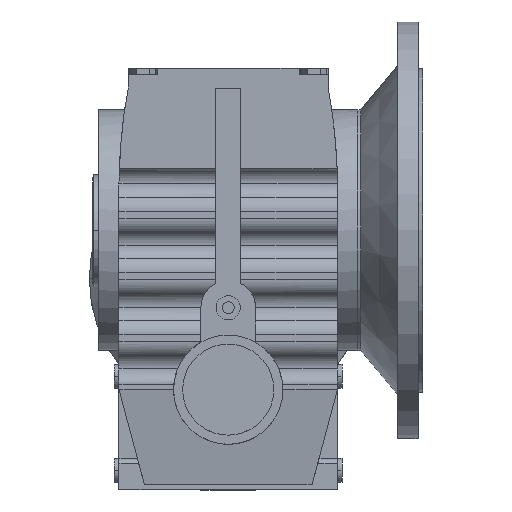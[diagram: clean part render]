
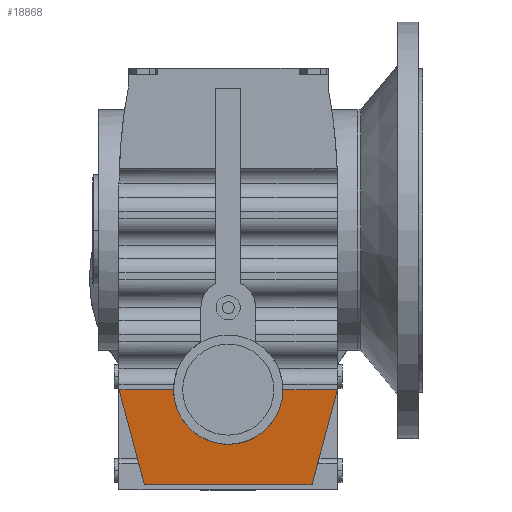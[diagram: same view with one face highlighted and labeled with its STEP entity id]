
A CAD part, top view. The second image highlights one B-rep face of the part: STEP entity #18868.
In plain terms, the highlighted planar face has unit normal (0, -0.126, 0.992).
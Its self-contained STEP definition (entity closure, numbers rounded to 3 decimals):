
#6083 = VERTEX_POINT('',#6084);
#6084 = CARTESIAN_POINT('',(-118.,-120.333,397.25));
#6098 = PLANE('',#6099);
#6099 = AXIS2_PLACEMENT_3D('',#6100,#6101,#6102);
#6100 = CARTESIAN_POINT('',(-118.,-120.333,-3.));
#6101 = DIRECTION('',(-0.966,-0.259,0.));
#6102 = DIRECTION('',(0.259,-0.966,0.));
#6126 = PLANE('',#6127);
#6127 = AXIS2_PLACEMENT_3D('',#6128,#6129,#6130);
#6128 = CARTESIAN_POINT('',(118.,227.,397.25));
#6129 = DIRECTION('',(0.,0.,-1.));
#6130 = DIRECTION('',(0.,1.,0.));
#9767 = VERTEX_POINT('',#9768);
#9768 = CARTESIAN_POINT('',(-90.491,-223.,384.25));
#9782 = PLANE('',#9783);
#9783 = AXIS2_PLACEMENT_3D('',#9784,#9785,#9786);
#9784 = CARTESIAN_POINT('',(118.,-223.,81.25));
#9785 = DIRECTION('',(0.,1.,0.));
#9786 = DIRECTION('',(0.,0.,1.));
#9794 = EDGE_CURVE('',#9767,#6083,#9795,.T.);
#9795 = SURFACE_CURVE('',#9796,(#9800,#9807),.PCURVE_S1.);
#9796 = LINE('',#9797,#9798);
#9797 = CARTESIAN_POINT('',(-76.73,-274.354,
    377.747));
#9798 = VECTOR('',#9799,1.);
#9799 = DIRECTION('',(-0.257,0.959,0.121));
#9800 = PCURVE('',#6098,#9801);
#9801 = DEFINITIONAL_REPRESENTATION('',(#9802),#9806);
#9802 = LINE('',#9803,#9804);
#9803 = CARTESIAN_POINT('',(159.454,380.747));
#9804 = VECTOR('',#9805,1.);
#9805 = DIRECTION('',(-0.993,0.121));
#9806 = ( GEOMETRIC_REPRESENTATION_CONTEXT(2) 
PARAMETRIC_REPRESENTATION_CONTEXT() REPRESENTATION_CONTEXT('2D SPACE',''
  ) );
#9807 = PCURVE('',#9808,#9813);
#9808 = PLANE('',#9809);
#9809 = AXIS2_PLACEMENT_3D('',#9810,#9811,#9812);
#9810 = CARTESIAN_POINT('',(118.,-223.,384.25));
#9811 = DIRECTION('',(0.,0.126,-0.992));
#9812 = DIRECTION('',(0.,0.992,0.126));
#9813 = DEFINITIONAL_REPRESENTATION('',(#9814),#9818);
#9814 = LINE('',#9815,#9816);
#9815 = CARTESIAN_POINT('',(-51.764,-194.73));
#9816 = VECTOR('',#9817,1.);
#9817 = DIRECTION('',(0.966,-0.257));
#9818 = ( GEOMETRIC_REPRESENTATION_CONTEXT(2) 
PARAMETRIC_REPRESENTATION_CONTEXT() REPRESENTATION_CONTEXT('2D SPACE',''
  ) );
#12655 = VERTEX_POINT('',#12656);
#12656 = CARTESIAN_POINT('',(-59.,-120.333,397.25));
#12683 = EDGE_CURVE('',#12655,#6083,#12684,.T.);
#12684 = SURFACE_CURVE('',#12685,(#12689,#12696),.PCURVE_S1.);
#12685 = LINE('',#12686,#12687);
#12686 = CARTESIAN_POINT('',(118.,-120.333,397.25));
#12687 = VECTOR('',#12688,1.);
#12688 = DIRECTION('',(-1.,0.,0.));
#12689 = PCURVE('',#6126,#12690);
#12690 = DEFINITIONAL_REPRESENTATION('',(#12691),#12695);
#12691 = LINE('',#12692,#12693);
#12692 = CARTESIAN_POINT('',(-347.333,0.));
#12693 = VECTOR('',#12694,1.);
#12694 = DIRECTION('',(0.,-1.));
#12695 = ( GEOMETRIC_REPRESENTATION_CONTEXT(2) 
PARAMETRIC_REPRESENTATION_CONTEXT() REPRESENTATION_CONTEXT('2D SPACE',''
  ) );
#12696 = PCURVE('',#9808,#12697);
#12697 = DEFINITIONAL_REPRESENTATION('',(#12698),#12702);
#12698 = LINE('',#12699,#12700);
#12699 = CARTESIAN_POINT('',(103.486,0.));
#12700 = VECTOR('',#12701,1.);
#12701 = DIRECTION('',(0.,-1.));
#12702 = ( GEOMETRIC_REPRESENTATION_CONTEXT(2) 
PARAMETRIC_REPRESENTATION_CONTEXT() REPRESENTATION_CONTEXT('2D SPACE',''
  ) );
#13004 = PLANE('',#13005);
#13005 = AXIS2_PLACEMENT_3D('',#13006,#13007,#13008);
#13006 = CARTESIAN_POINT('',(118.,-120.333,-3.));
#13007 = DIRECTION('',(0.966,-0.259,0.));
#13008 = DIRECTION('',(0.259,0.966,0.));
#18825 = VERTEX_POINT('',#18826);
#18826 = CARTESIAN_POINT('',(90.491,-223.,384.25));
#18847 = EDGE_CURVE('',#18825,#9767,#18848,.T.);
#18848 = SURFACE_CURVE('',#18849,(#18853,#18860),.PCURVE_S1.);
#18849 = LINE('',#18850,#18851);
#18850 = CARTESIAN_POINT('',(118.,-223.,384.25));
#18851 = VECTOR('',#18852,1.);
#18852 = DIRECTION('',(-1.,0.,0.));
#18853 = PCURVE('',#9782,#18854);
#18854 = DEFINITIONAL_REPRESENTATION('',(#18855),#18859);
#18855 = LINE('',#18856,#18857);
#18856 = CARTESIAN_POINT('',(303.,0.));
#18857 = VECTOR('',#18858,1.);
#18858 = DIRECTION('',(0.,-1.));
#18859 = ( GEOMETRIC_REPRESENTATION_CONTEXT(2) 
PARAMETRIC_REPRESENTATION_CONTEXT() REPRESENTATION_CONTEXT('2D SPACE',''
  ) );
#18860 = PCURVE('',#9808,#18861);
#18861 = DEFINITIONAL_REPRESENTATION('',(#18862),#18866);
#18862 = LINE('',#18863,#18864);
#18863 = CARTESIAN_POINT('',(0.,0.));
#18864 = VECTOR('',#18865,1.);
#18865 = DIRECTION('',(0.,-1.));
#18866 = ( GEOMETRIC_REPRESENTATION_CONTEXT(2) 
PARAMETRIC_REPRESENTATION_CONTEXT() REPRESENTATION_CONTEXT('2D SPACE',''
  ) );
#18868 = ADVANCED_FACE('',(#18869),#9808,.F.);
#18869 = FACE_BOUND('',#18870,.T.);
#18870 = EDGE_LOOP('',(#18871,#18923,#18924,#18925,#18926,#18949));
#18871 = ORIENTED_EDGE('',*,*,#18872,.F.);
#18872 = EDGE_CURVE('',#12655,#18873,#18875,.T.);
#18873 = VERTEX_POINT('',#18874);
#18874 = CARTESIAN_POINT('',(59.,-120.333,397.25));
#18875 = SURFACE_CURVE('',#18876,(#18881,#18889),.PCURVE_S1.);
#18876 = ( BOUNDED_CURVE() B_SPLINE_CURVE(3,(#18877,#18878,#18879,#18880
),.UNSPECIFIED.,.F.,.F.) B_SPLINE_CURVE_WITH_KNOTS((4,4),(4.712
,7.854),.PIECEWISE_BEZIER_KNOTS.) CURVE() 
GEOMETRIC_REPRESENTATION_ITEM() RATIONAL_B_SPLINE_CURVE((1.,
0.333,0.333,1.)) REPRESENTATION_ITEM('') );
#18877 = CARTESIAN_POINT('',(-59.,-120.333,397.25));
#18878 = CARTESIAN_POINT('',(-59.,-238.333,382.308));
#18879 = CARTESIAN_POINT('',(59.,-238.333,382.308));
#18880 = CARTESIAN_POINT('',(59.,-120.333,397.25));
#18881 = PCURVE('',#9808,#18882);
#18882 = DEFINITIONAL_REPRESENTATION('',(#18883),#18888);
#18883 = ( BOUNDED_CURVE() B_SPLINE_CURVE(3,(#18884,#18885,#18886,#18887
),.UNSPECIFIED.,.F.,.F.) B_SPLINE_CURVE_WITH_KNOTS((4,4),(4.712
,7.854),.PIECEWISE_BEZIER_KNOTS.) CURVE() 
GEOMETRIC_REPRESENTATION_ITEM() RATIONAL_B_SPLINE_CURVE((1.,
0.333,0.333,1.)) REPRESENTATION_ITEM('') );
#18884 = CARTESIAN_POINT('',(103.486,-177.));
#18885 = CARTESIAN_POINT('',(-15.456,-177.));
#18886 = CARTESIAN_POINT('',(-15.456,-59.));
#18887 = CARTESIAN_POINT('',(103.486,-59.));
#18888 = ( GEOMETRIC_REPRESENTATION_CONTEXT(2) 
PARAMETRIC_REPRESENTATION_CONTEXT() REPRESENTATION_CONTEXT('2D SPACE',''
  ) );
#18889 = PCURVE('',#18890,#18895);
#18890 = CYLINDRICAL_SURFACE('',#18891,59.);
#18891 = AXIS2_PLACEMENT_3D('',#18892,#18893,#18894);
#18892 = CARTESIAN_POINT('',(0.,-120.333,401.25));
#18893 = DIRECTION('',(0.,0.,-1.));
#18894 = DIRECTION('',(-1.,0.,0.));
#18895 = DEFINITIONAL_REPRESENTATION('',(#18896),#18922);
#18896 = B_SPLINE_CURVE_WITH_KNOTS('',3,(#18897,#18898,#18899,#18900,
    #18901,#18902,#18903,#18904,#18905,#18906,#18907,#18908,#18909,
    #18910,#18911,#18912,#18913,#18914,#18915,#18916,#18917,#18918,
    #18919,#18920,#18921),.UNSPECIFIED.,.F.,.F.,(4,1,1,1,1,1,1,1,1,1,1,1
    ,1,1,1,1,1,1,1,1,1,1,4),(4.712,4.855,
    4.998,5.141,5.284,5.426,
    5.569,5.712,5.855,5.998,
    6.14,6.283,6.426,6.569,
    6.712,6.854,6.997,7.14,
    7.283,7.426,7.568,7.711,
    7.854),.QUASI_UNIFORM_KNOTS.);
#18897 = CARTESIAN_POINT('',(6.283,4.));
#18898 = CARTESIAN_POINT('',(6.253,4.226));
#18899 = CARTESIAN_POINT('',(6.19,4.7));
#18900 = CARTESIAN_POINT('',(6.085,5.47));
#18901 = CARTESIAN_POINT('',(5.972,6.295));
#18902 = CARTESIAN_POINT('',(5.848,7.161));
#18903 = CARTESIAN_POINT('',(5.713,8.047));
#18904 = CARTESIAN_POINT('',(5.567,8.921));
#18905 = CARTESIAN_POINT('',(5.412,9.743));
#18906 = CARTESIAN_POINT('',(5.246,10.462));
#18907 = CARTESIAN_POINT('',(5.073,11.026));
#18908 = CARTESIAN_POINT('',(4.894,11.388));
#18909 = CARTESIAN_POINT('',(4.712,11.512));
#18910 = CARTESIAN_POINT('',(4.531,11.388));
#18911 = CARTESIAN_POINT('',(4.352,11.026));
#18912 = CARTESIAN_POINT('',(4.179,10.462));
#18913 = CARTESIAN_POINT('',(4.013,9.743));
#18914 = CARTESIAN_POINT('',(3.857,8.921));
#18915 = CARTESIAN_POINT('',(3.712,8.047));
#18916 = CARTESIAN_POINT('',(3.577,7.161));
#18917 = CARTESIAN_POINT('',(3.453,6.295));
#18918 = CARTESIAN_POINT('',(3.339,5.47));
#18919 = CARTESIAN_POINT('',(3.235,4.7));
#18920 = CARTESIAN_POINT('',(3.172,4.226));
#18921 = CARTESIAN_POINT('',(3.142,4.));
#18922 = ( GEOMETRIC_REPRESENTATION_CONTEXT(2) 
PARAMETRIC_REPRESENTATION_CONTEXT() REPRESENTATION_CONTEXT('2D SPACE',''
  ) );
#18923 = ORIENTED_EDGE('',*,*,#12683,.T.);
#18924 = ORIENTED_EDGE('',*,*,#9794,.F.);
#18925 = ORIENTED_EDGE('',*,*,#18847,.F.);
#18926 = ORIENTED_EDGE('',*,*,#18927,.F.);
#18927 = EDGE_CURVE('',#18928,#18825,#18930,.T.);
#18928 = VERTEX_POINT('',#18929);
#18929 = CARTESIAN_POINT('',(118.,-120.333,397.25));
#18930 = SURFACE_CURVE('',#18931,(#18935,#18942),.PCURVE_S1.);
#18931 = LINE('',#18932,#18933);
#18932 = CARTESIAN_POINT('',(92.306,-216.224,
    385.108));
#18933 = VECTOR('',#18934,1.);
#18934 = DIRECTION('',(-0.257,-0.959,-0.121));
#18935 = PCURVE('',#9808,#18936);
#18936 = DEFINITIONAL_REPRESENTATION('',(#18937),#18941);
#18937 = LINE('',#18938,#18939);
#18938 = CARTESIAN_POINT('',(6.83,-25.694));
#18939 = VECTOR('',#18940,1.);
#18940 = DIRECTION('',(-0.966,-0.257));
#18941 = ( GEOMETRIC_REPRESENTATION_CONTEXT(2) 
PARAMETRIC_REPRESENTATION_CONTEXT() REPRESENTATION_CONTEXT('2D SPACE',''
  ) );
#18942 = PCURVE('',#13004,#18943);
#18943 = DEFINITIONAL_REPRESENTATION('',(#18944),#18948);
#18944 = LINE('',#18945,#18946);
#18945 = CARTESIAN_POINT('',(-99.273,388.108));
#18946 = VECTOR('',#18947,1.);
#18947 = DIRECTION('',(-0.993,-0.121));
#18948 = ( GEOMETRIC_REPRESENTATION_CONTEXT(2) 
PARAMETRIC_REPRESENTATION_CONTEXT() REPRESENTATION_CONTEXT('2D SPACE',''
  ) );
#18949 = ORIENTED_EDGE('',*,*,#18950,.T.);
#18950 = EDGE_CURVE('',#18928,#18873,#18951,.T.);
#18951 = SURFACE_CURVE('',#18952,(#18956,#18963),.PCURVE_S1.);
#18952 = LINE('',#18953,#18954);
#18953 = CARTESIAN_POINT('',(118.,-120.333,397.25));
#18954 = VECTOR('',#18955,1.);
#18955 = DIRECTION('',(-1.,0.,0.));
#18956 = PCURVE('',#9808,#18957);
#18957 = DEFINITIONAL_REPRESENTATION('',(#18958),#18962);
#18958 = LINE('',#18959,#18960);
#18959 = CARTESIAN_POINT('',(103.486,0.));
#18960 = VECTOR('',#18961,1.);
#18961 = DIRECTION('',(0.,-1.));
#18962 = ( GEOMETRIC_REPRESENTATION_CONTEXT(2) 
PARAMETRIC_REPRESENTATION_CONTEXT() REPRESENTATION_CONTEXT('2D SPACE',''
  ) );
#18963 = PCURVE('',#18964,#18969);
#18964 = PLANE('',#18965);
#18965 = AXIS2_PLACEMENT_3D('',#18966,#18967,#18968);
#18966 = CARTESIAN_POINT('',(118.,227.,397.25));
#18967 = DIRECTION('',(0.,0.,-1.));
#18968 = DIRECTION('',(0.,1.,0.));
#18969 = DEFINITIONAL_REPRESENTATION('',(#18970),#18974);
#18970 = LINE('',#18971,#18972);
#18971 = CARTESIAN_POINT('',(-347.333,0.));
#18972 = VECTOR('',#18973,1.);
#18973 = DIRECTION('',(0.,-1.));
#18974 = ( GEOMETRIC_REPRESENTATION_CONTEXT(2) 
PARAMETRIC_REPRESENTATION_CONTEXT() REPRESENTATION_CONTEXT('2D SPACE',''
  ) );
